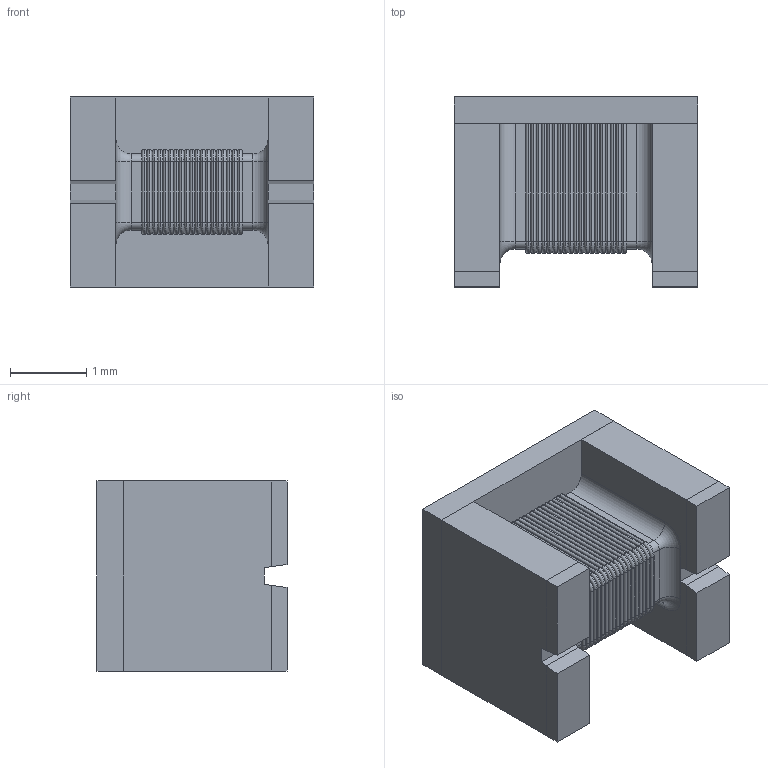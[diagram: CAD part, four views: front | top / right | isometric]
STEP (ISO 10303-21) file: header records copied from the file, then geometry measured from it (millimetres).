
FILE_DESCRIPTION (( 'STEP AP214' ), '1' );
FILE_NAME ('1.STEP', '2019-12-17T23:39:37', ( '' ), ( '' ), 'SwSTEP 2.0', 'SolidWorks 2017', '' );
FILE_SCHEMA (( 'AUTOMOTIVE_DESIGN' ));
Length unit declared in the file: millimetre
Products named in the file (1): 1
Bounding box: 3.2 x 2.5 x 2.5 mm (x, y, z)
Volume: 12.8 mm3; surface area: 84.6 mm2
Topology: 25 solids, 25 shells, 370 faces, 834 edges, 476 vertices
Faces by surface type: cylinder 160, torus 156, plane 54
Entity records: 10656 total; most frequent: DIRECTION 2128, CARTESIAN_POINT 1681, ORIENTED_EDGE 1668, AXIS2_PLACEMENT_3D 923, EDGE_CURVE 834, CIRCLE 552, VERTEX_POINT 476, EDGE_LOOP 370
